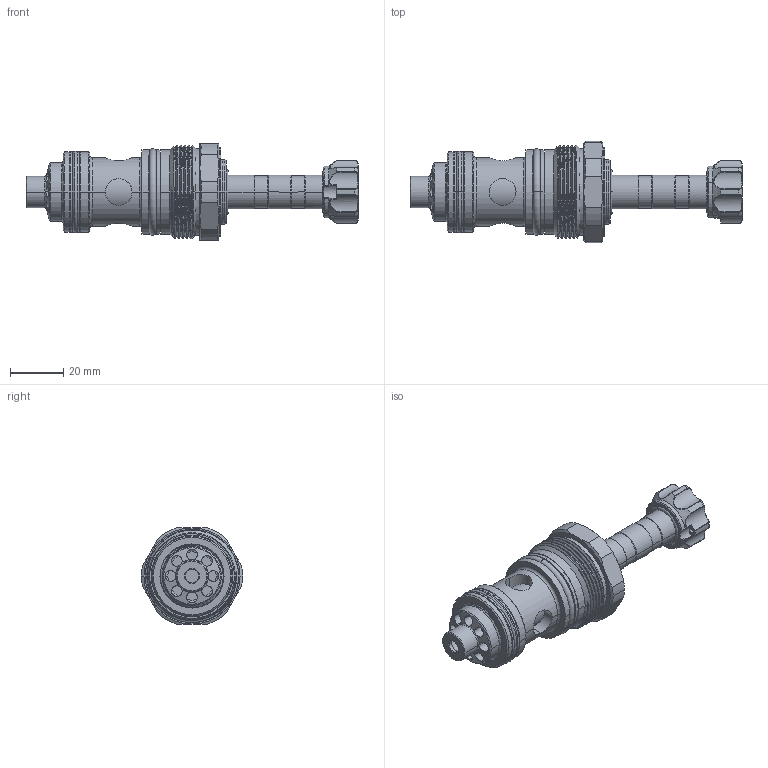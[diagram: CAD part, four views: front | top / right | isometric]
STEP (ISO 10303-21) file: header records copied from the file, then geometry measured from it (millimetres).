
FILE_DESCRIPTION (( 'STEP AP203' ), '1' );
FILE_NAME ('EP35MV2A11N85.STEP', '2020-03-31T02:07:20', ( '' ), ( '' ), 'SwSTEP 2.0', 'SolidWorks 2018', '' );
FILE_SCHEMA (( 'CONFIG_CONTROL_DESIGN' ));
Length unit declared in the file: millimetre
Products named in the file (1): EP35MV2A11N85
Bounding box: 124.3 x 37.9 x 36 mm (x, y, z)
Volume: 49988.2 mm3; surface area: 19551.2 mm2
Topology: 5 solids, 5 shells, 388 faces, 970 edges, 596 vertices
Faces by surface type: cylinder 182, cone 79, torus 47, plane 40, bspline 40
Entity records: 20557 total; most frequent: CARTESIAN_POINT 11635, ORIENTED_EDGE 1936, DIRECTION 1804, EDGE_CURVE 968, AXIS2_PLACEMENT_3D 774, VERTEX_POINT 596, CIRCLE 425, EDGE_LOOP 420
